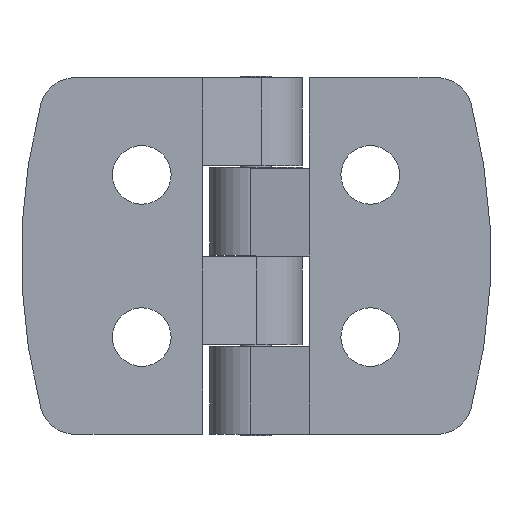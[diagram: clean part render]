
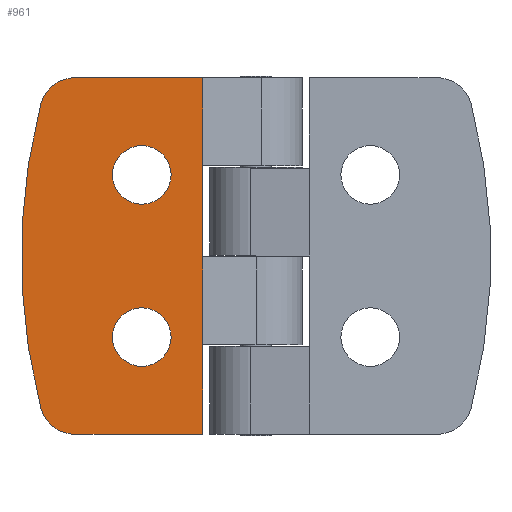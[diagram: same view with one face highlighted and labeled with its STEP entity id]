
A CAD part, front view. The second image highlights one B-rep face of the part: STEP entity #961.
In plain terms, the highlighted planar face has unit normal (0, -1, 0).
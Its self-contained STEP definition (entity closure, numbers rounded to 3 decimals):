
#31=FACE_BOUND('',#157,.T.);
#32=FACE_BOUND('',#158,.T.);
#51=PLANE('',#1062);
#90=FACE_OUTER_BOUND('',#156,.T.);
#156=EDGE_LOOP('',(#690,#691,#692,#693,#694,#695,#696,#697,#698));
#157=EDGE_LOOP('',(#699));
#158=EDGE_LOOP('',(#700));
#231=LINE('',#1516,#311);
#232=LINE('',#1518,#312);
#233=LINE('',#1520,#313);
#234=LINE('',#1522,#314);
#235=LINE('',#1524,#315);
#236=LINE('',#1526,#316);
#311=VECTOR('',#1211,10.);
#312=VECTOR('',#1212,10.);
#313=VECTOR('',#1213,10.);
#314=VECTOR('',#1214,10.);
#315=VECTOR('',#1215,10.);
#316=VECTOR('',#1216,10.);
#393=CIRCLE('',#1058,3.);
#394=CIRCLE('',#1060,50.997);
#396=CIRCLE('',#1063,3.);
#397=CIRCLE('',#1064,2.5);
#398=CIRCLE('',#1065,2.5);
#448=VERTEX_POINT('',#1503);
#449=VERTEX_POINT('',#1505);
#450=VERTEX_POINT('',#1509);
#452=VERTEX_POINT('',#1515);
#453=VERTEX_POINT('',#1517);
#454=VERTEX_POINT('',#1519);
#455=VERTEX_POINT('',#1521);
#456=VERTEX_POINT('',#1523);
#457=VERTEX_POINT('',#1525);
#458=VERTEX_POINT('',#1528);
#459=VERTEX_POINT('',#1530);
#538=EDGE_CURVE('',#448,#449,#393,.T.);
#540=EDGE_CURVE('',#450,#449,#394,.T.);
#543=EDGE_CURVE('',#452,#448,#231,.T.);
#544=EDGE_CURVE('',#452,#453,#232,.T.);
#545=EDGE_CURVE('',#453,#454,#233,.T.);
#546=EDGE_CURVE('',#454,#455,#234,.T.);
#547=EDGE_CURVE('',#455,#456,#235,.T.);
#548=EDGE_CURVE('',#457,#456,#236,.T.);
#549=EDGE_CURVE('',#450,#457,#396,.T.);
#550=EDGE_CURVE('',#458,#458,#397,.T.);
#551=EDGE_CURVE('',#459,#459,#398,.T.);
#690=ORIENTED_EDGE('',*,*,#538,.F.);
#691=ORIENTED_EDGE('',*,*,#543,.F.);
#692=ORIENTED_EDGE('',*,*,#544,.T.);
#693=ORIENTED_EDGE('',*,*,#545,.T.);
#694=ORIENTED_EDGE('',*,*,#546,.T.);
#695=ORIENTED_EDGE('',*,*,#547,.T.);
#696=ORIENTED_EDGE('',*,*,#548,.F.);
#697=ORIENTED_EDGE('',*,*,#549,.F.);
#698=ORIENTED_EDGE('',*,*,#540,.T.);
#699=ORIENTED_EDGE('',*,*,#550,.T.);
#700=ORIENTED_EDGE('',*,*,#551,.T.);
#961=ADVANCED_FACE('',(#90,#31,#32),#51,.T.);
#1058=AXIS2_PLACEMENT_3D('',#1506,#1199,#1200);
#1060=AXIS2_PLACEMENT_3D('',#1510,#1204,#1205);
#1062=AXIS2_PLACEMENT_3D('',#1514,#1209,#1210);
#1063=AXIS2_PLACEMENT_3D('',#1527,#1217,#1218);
#1064=AXIS2_PLACEMENT_3D('',#1529,#1219,#1220);
#1065=AXIS2_PLACEMENT_3D('',#1531,#1221,#1222);
#1199=DIRECTION('center_axis',(0.,1.,0.));
#1200=DIRECTION('ref_axis',(-0.61,0.,-0.792));
#1204=DIRECTION('center_axis',(0.,-1.,0.));
#1205=DIRECTION('ref_axis',(1.,0.,0.));
#1209=DIRECTION('center_axis',(0.,-1.,0.));
#1210=DIRECTION('ref_axis',(1.,0.,0.));
#1211=DIRECTION('',(-1.,0.,0.));
#1212=DIRECTION('',(0.,0.,1.));
#1213=DIRECTION('',(0.,0.,1.));
#1214=DIRECTION('',(0.,0.,1.));
#1215=DIRECTION('',(0.,0.,1.));
#1216=DIRECTION('',(1.,0.,0.));
#1217=DIRECTION('center_axis',(0.,1.,0.));
#1218=DIRECTION('ref_axis',(-0.61,0.,0.792));
#1219=DIRECTION('center_axis',(0.,1.,0.));
#1220=DIRECTION('ref_axis',(1.,0.,0.));
#1221=DIRECTION('center_axis',(0.,1.,0.));
#1222=DIRECTION('ref_axis',(1.,0.,0.));
#1503=CARTESIAN_POINT('',(-15.467,0.,-15.225));
#1505=CARTESIAN_POINT('',(-18.368,0.,-12.989));
#1506=CARTESIAN_POINT('Origin',(-15.467,0.,
-12.225));
#1509=CARTESIAN_POINT('',(-18.368,0.,12.989));
#1510=CARTESIAN_POINT('Origin',(30.947,0.,0.));
#1514=CARTESIAN_POINT('Origin',(-20.05,0.,0.));
#1515=CARTESIAN_POINT('',(-4.55,0.,-15.225));
#1516=CARTESIAN_POINT('',(-20.05,0.,-15.225));
#1517=CARTESIAN_POINT('',(-4.55,0.,-7.575));
#1518=CARTESIAN_POINT('',(-4.55,0.,0.));
#1519=CARTESIAN_POINT('',(-4.55,0.,-0.075));
#1520=CARTESIAN_POINT('',(-4.55,0.,0.));
#1521=CARTESIAN_POINT('',(-4.55,0.,7.725));
#1522=CARTESIAN_POINT('',(-4.55,0.,0.));
#1523=CARTESIAN_POINT('',(-4.55,0.,15.225));
#1524=CARTESIAN_POINT('',(-4.55,0.,0.));
#1525=CARTESIAN_POINT('',(-15.467,0.,15.225));
#1526=CARTESIAN_POINT('',(-20.05,0.,15.225));
#1527=CARTESIAN_POINT('Origin',(-15.467,0.,
12.225));
#1528=CARTESIAN_POINT('',(-12.25,0.,6.925));
#1529=CARTESIAN_POINT('Origin',(-9.75,0.,6.925));
#1530=CARTESIAN_POINT('',(-12.25,0.,-6.925));
#1531=CARTESIAN_POINT('Origin',(-9.75,0.,-6.925));
